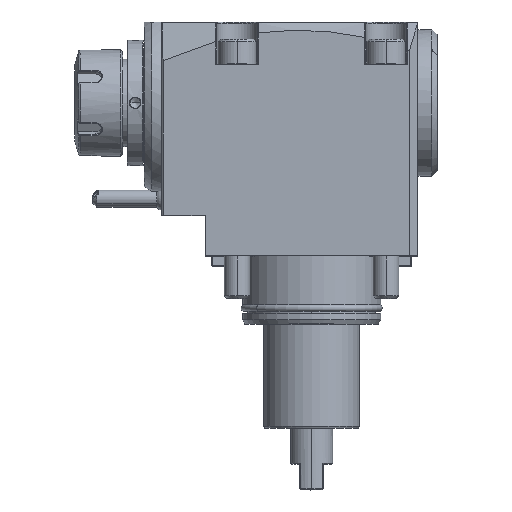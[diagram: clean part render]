
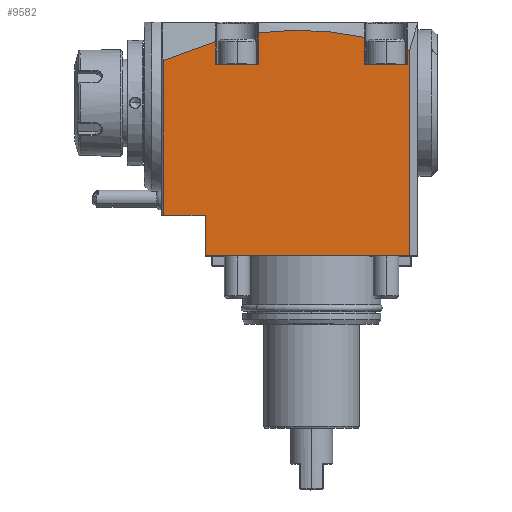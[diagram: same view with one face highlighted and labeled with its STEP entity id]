
A CAD part, top view. The second image highlights one B-rep face of the part: STEP entity #9582.
In plain terms, the highlighted planar face has unit normal (0, 0, 1).
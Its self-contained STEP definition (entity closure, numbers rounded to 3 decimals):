
#14=DIRECTION('',(-1.,0.,0.));
#15=VECTOR('',#14,96.);
#16=CARTESIAN_POINT('',(116.7,0.,47.));
#17=LINE('',#16,#15);
#297=CARTESIAN_POINT('',(116.7,96.598,47.));
#303=DIRECTION('',(0.,-1.,0.));
#304=VECTOR('',#303,96.598);
#305=CARTESIAN_POINT('',(116.7,96.598,47.));
#306=LINE('',#305,#304);
#307=DIRECTION('',(0.,1.,0.));
#308=VECTOR('',#307,19.);
#309=CARTESIAN_POINT('',(20.7,0.,47.));
#310=LINE('',#309,#308);
#311=DIRECTION('',(1.,0.,0.));
#312=VECTOR('',#311,19.7);
#313=CARTESIAN_POINT('',(1.,19.,47.));
#314=LINE('',#313,#312);
#315=CARTESIAN_POINT('',(25.665,100.792,47.));
#316=CARTESIAN_POINT('',(17.207,98.47,47.));
#317=CARTESIAN_POINT('',(8.997,95.459,47.));
#318=CARTESIAN_POINT('',(1.,91.859,47.));
#320=DIRECTION('',(-0.268,0.963,0.));
#321=VECTOR('',#320,0.132);
#322=CARTESIAN_POINT('',(25.7,100.664,47.));
#323=LINE('',#322,#321);
#324=DIRECTION('',(0.,1.,0.));
#325=VECTOR('',#324,10.664);
#326=CARTESIAN_POINT('',(25.7,90.,47.));
#327=LINE('',#326,#325);
#328=DIRECTION('',(0.001,-1.,0.));
#329=VECTOR('',#328,14.874);
#330=CARTESIAN_POINT('',(45.691,104.874,47.));
#331=LINE('',#330,#329);
#332=CARTESIAN_POINT('',(45.7,104.875,47.));
#333=CARTESIAN_POINT('',(46.8,105.021,47.));
#334=CARTESIAN_POINT('',(49.004,105.29,47.));
#335=CARTESIAN_POINT('',(52.326,105.616,47.));
#336=CARTESIAN_POINT('',(55.649,105.865,47.));
#337=CARTESIAN_POINT('',(58.974,106.036,47.));
#338=CARTESIAN_POINT('',(62.302,106.13,47.));
#339=CARTESIAN_POINT('',(65.633,106.146,47.));
#340=CARTESIAN_POINT('',(68.966,106.084,47.));
#341=CARTESIAN_POINT('',(72.297,105.944,47.));
#342=CARTESIAN_POINT('',(75.631,105.726,47.));
#343=CARTESIAN_POINT('',(78.966,105.429,47.));
#344=CARTESIAN_POINT('',(82.303,105.054,47.));
#345=CARTESIAN_POINT('',(85.643,104.6,47.));
#346=CARTESIAN_POINT('',(88.989,104.067,47.));
#347=CARTESIAN_POINT('',(92.341,103.454,47.));
#348=CARTESIAN_POINT('',(94.58,102.991,47.));
#349=CARTESIAN_POINT('',(95.7,102.747,47.));
#351=DIRECTION('',(0.,1.,0.));
#352=VECTOR('',#351,12.747);
#353=CARTESIAN_POINT('',(95.7,90.,47.));
#354=LINE('',#353,#352);
#355=DIRECTION('',(0.,-1.,0.));
#356=VECTOR('',#355,6.782);
#357=CARTESIAN_POINT('',(115.7,96.782,47.));
#358=LINE('',#357,#356);
#359=DIRECTION('',(-0.273,-0.962,0.));
#360=VECTOR('',#359,0.17);
#361=CARTESIAN_POINT('',(115.746,96.945,47.));
#362=LINE('',#361,#360);
#363=CARTESIAN_POINT('',(115.746,96.945,47.));
#364=CARTESIAN_POINT('',(116.065,96.83,47.));
#365=CARTESIAN_POINT('',(116.382,96.715,47.));
#366=CARTESIAN_POINT('',(116.7,96.598,47.));
#425=CARTESIAN_POINT('',(1.,91.859,47.));
#430=DIRECTION('',(0.,-1.,0.));
#431=VECTOR('',#430,72.859);
#432=CARTESIAN_POINT('',(1.,91.859,47.));
#433=LINE('',#432,#431);
#4466=DIRECTION('',(-1.,0.,0.));
#4467=VECTOR('',#4466,20.);
#4468=CARTESIAN_POINT('',(115.7,90.,47.));
#4469=LINE('',#4468,#4467);
#4552=DIRECTION('',(-1.,0.,0.));
#4553=VECTOR('',#4552,20.);
#4554=CARTESIAN_POINT('',(45.7,90.,47.));
#4555=LINE('',#4554,#4553);
#8046=VERTEX_POINT('',#425);
#8060=VERTEX_POINT('',#297);
#8077=CARTESIAN_POINT('',(25.7,100.664,47.));
#8078=CARTESIAN_POINT('',(25.665,100.792,47.));
#8079=VERTEX_POINT('',#8077);
#8080=VERTEX_POINT('',#8078);
#8087=CARTESIAN_POINT('',(115.746,96.945,47.));
#8088=VERTEX_POINT('',#8087);
#8091=CARTESIAN_POINT('',(45.691,104.874,47.));
#8092=CARTESIAN_POINT('',(45.7,90.,47.));
#8093=VERTEX_POINT('',#8091);
#8094=VERTEX_POINT('',#8092);
#8119=VERTEX_POINT('',#349);
#8122=CARTESIAN_POINT('',(115.7,90.,47.));
#8124=VERTEX_POINT('',#8122);
#8133=CARTESIAN_POINT('',(95.7,90.,47.));
#8135=VERTEX_POINT('',#8133);
#8138=CARTESIAN_POINT('',(115.7,96.782,47.));
#8139=VERTEX_POINT('',#8138);
#8142=CARTESIAN_POINT('',(25.7,90.,47.));
#8143=VERTEX_POINT('',#8142);
#8969=CARTESIAN_POINT('',(116.7,0.,47.));
#8970=VERTEX_POINT('',#8969);
#8980=CARTESIAN_POINT('',(20.7,0.,47.));
#8982=VERTEX_POINT('',#8980);
#8983=CARTESIAN_POINT('',(20.7,19.,47.));
#8984=VERTEX_POINT('',#8983);
#8985=CARTESIAN_POINT('',(1.,19.,47.));
#8986=VERTEX_POINT('',#8985);
#9545=CARTESIAN_POINT('',(0.,110.,47.));
#9546=DIRECTION('',(0.,0.,1.));
#9547=DIRECTION('',(0.,-1.,0.));
#9548=AXIS2_PLACEMENT_3D('',#9545,#9546,#9547);
#9549=PLANE('',#9548);
#9550=ORIENTED_EDGE('',*,*,#9536,.T.);
#9551=ORIENTED_EDGE('',*,*,#9166,.T.);
#9553=ORIENTED_EDGE('',*,*,#9552,.T.);
#9555=ORIENTED_EDGE('',*,*,#9554,.F.);
#9557=ORIENTED_EDGE('',*,*,#9556,.F.);
#9559=ORIENTED_EDGE('',*,*,#9558,.F.);
#9561=ORIENTED_EDGE('',*,*,#9560,.F.);
#9563=ORIENTED_EDGE('',*,*,#9562,.F.);
#9565=ORIENTED_EDGE('',*,*,#9564,.F.);
#9567=ORIENTED_EDGE('',*,*,#9566,.F.);
#9569=ORIENTED_EDGE('',*,*,#9568,.T.);
#9571=ORIENTED_EDGE('',*,*,#9570,.F.);
#9573=ORIENTED_EDGE('',*,*,#9572,.F.);
#9575=ORIENTED_EDGE('',*,*,#9574,.F.);
#9577=ORIENTED_EDGE('',*,*,#9576,.F.);
#9579=ORIENTED_EDGE('',*,*,#9578,.T.);
#9580=EDGE_LOOP('',(#9550,#9551,#9553,#9555,#9557,#9559,#9561,#9563,#9565,#9567,
#9569,#9571,#9573,#9575,#9577,#9579));
#9581=FACE_OUTER_BOUND('',#9580,.F.);
#319=B_SPLINE_CURVE_WITH_KNOTS('',3,(#315,#316,#317,#318),.UNSPECIFIED.,.F.,.F.,
(4,4),(0.,1.),.UNSPECIFIED.);
#350=B_SPLINE_CURVE_WITH_KNOTS('',3,(#332,#333,#334,#335,#336,#337,#338,#339,
#340,#341,#342,#343,#344,#345,#346,#347,#348,#349),.UNSPECIFIED.,.F.,.F.,(4,1,1,
1,1,1,1,1,1,1,1,1,1,1,1,4),(0.,0.067,0.133,0.2,
0.267,0.333,0.4,0.467,0.533,
0.6,0.667,0.733,0.8,0.867,
0.933,1.),.UNSPECIFIED.);
#367=B_SPLINE_CURVE_WITH_KNOTS('',3,(#363,#364,#365,#366),.UNSPECIFIED.,.F.,.F.,
(4,4),(0.,1.),.UNSPECIFIED.);
#9166=EDGE_CURVE('',#8970,#8982,#17,.T.);
#9536=EDGE_CURVE('',#8060,#8970,#306,.T.);
#9552=EDGE_CURVE('',#8982,#8984,#310,.T.);
#9554=EDGE_CURVE('',#8986,#8984,#314,.T.);
#9556=EDGE_CURVE('',#8046,#8986,#433,.T.);
#9558=EDGE_CURVE('',#8080,#8046,#319,.T.);
#9560=EDGE_CURVE('',#8079,#8080,#323,.T.);
#9562=EDGE_CURVE('',#8143,#8079,#327,.T.);
#9564=EDGE_CURVE('',#8094,#8143,#4555,.T.);
#9566=EDGE_CURVE('',#8093,#8094,#331,.T.);
#9568=EDGE_CURVE('',#8093,#8119,#350,.T.);
#9570=EDGE_CURVE('',#8135,#8119,#354,.T.);
#9572=EDGE_CURVE('',#8124,#8135,#4469,.T.);
#9574=EDGE_CURVE('',#8139,#8124,#358,.T.);
#9576=EDGE_CURVE('',#8088,#8139,#362,.T.);
#9578=EDGE_CURVE('',#8088,#8060,#367,.T.);
#9582=ADVANCED_FACE('',(#9581),#9549,.T.);
